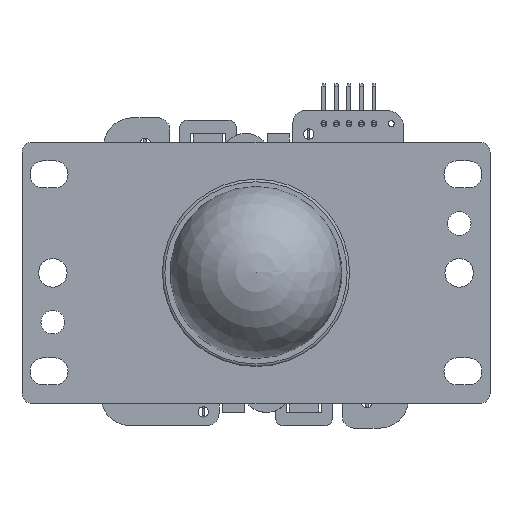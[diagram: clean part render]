
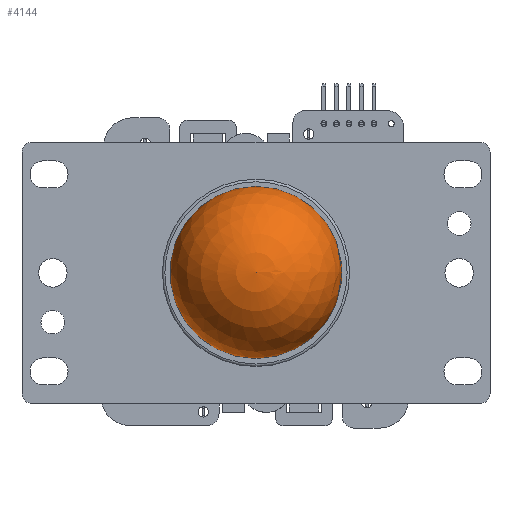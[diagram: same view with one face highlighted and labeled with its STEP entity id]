
A CAD part, top view. The second image highlights one B-rep face of the part: STEP entity #4144.
In plain terms, the highlighted spherical face has radius 17.5 mm.
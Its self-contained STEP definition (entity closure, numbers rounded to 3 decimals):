
#4144 = ADVANCED_FACE('',(#4145),#4166,.T.);
#4145 = FACE_BOUND('',#4146,.F.);
#4146 = EDGE_LOOP('',(#4147,#4156,#4165));
#4147 = ORIENTED_EDGE('',*,*,#4148,.T.);
#4148 = EDGE_CURVE('',#4149,#4149,#4151,.T.);
#4149 = VERTEX_POINT('',#4150);
#4150 = CARTESIAN_POINT('',(5.831,0.,0.));
#4151 = CIRCLE('',#4152,5.831);
#4152 = AXIS2_PLACEMENT_3D('',#4153,#4154,#4155);
#4153 = CARTESIAN_POINT('',(0.,0.,0.));
#4154 = DIRECTION('',(0.,0.,-1.));
#4155 = DIRECTION('',(1.,0.,0.));
#4156 = ORIENTED_EDGE('',*,*,#4157,.T.);
#4157 = EDGE_CURVE('',#4149,#4158,#4160,.T.);
#4158 = VERTEX_POINT('',#4159);
#4159 = CARTESIAN_POINT('',(0.,0.,34.));
#4160 = CIRCLE('',#4161,17.5);
#4161 = AXIS2_PLACEMENT_3D('',#4162,#4163,#4164);
#4162 = CARTESIAN_POINT('',(0.,0.,16.5));
#4163 = DIRECTION('',(0.,-1.,0.));
#4164 = DIRECTION('',(1.,0.,0.));
#4165 = ORIENTED_EDGE('',*,*,#4157,.F.);
#4166 = SPHERICAL_SURFACE('',#4167,17.5);
#4167 = AXIS2_PLACEMENT_3D('',#4168,#4169,#4170);
#4168 = CARTESIAN_POINT('',(0.,0.,16.5));
#4169 = DIRECTION('',(0.,0.,1.));
#4170 = DIRECTION('',(1.,0.,0.));
